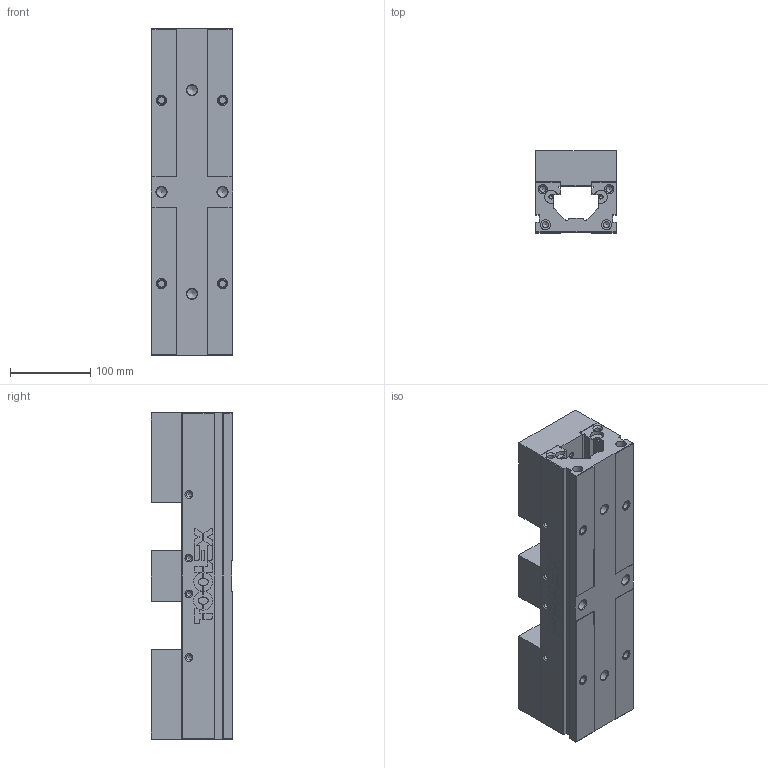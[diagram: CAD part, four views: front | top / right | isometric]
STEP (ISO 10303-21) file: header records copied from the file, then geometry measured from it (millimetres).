
FILE_DESCRIPTION(/* description */ (''),/* implementation_level */ '2;1');
FILE_NAME(/* name */ 'RWS4002SJ.stp',/* time_stamp */ '2021-04-01T12:44:49-04:00',/* author */ ('slane'),/* organization */ (''),/* preprocessor_version */ 'ST-DEVELOPER v18',/* originating_system */ 'Autodesk Inventor 2020',/* authorisation */ '');
FILE_SCHEMA (('AUTOMOTIVE_DESIGN { 1 0 10303 214 3 1 1 }'));
Products named in the file (6): RWS4002SJ; RWS4002; RWS4543; RWS4010T; SSJ4100; SSJ4050
Assembly tree (6 placements, depth 3):
  RWS4002SJ
    RWS4002
      RWS4543
      RWS4010T
    SSJ4100
    SSJ4050  x2
Bounding box: 101.6 x 101.6 x 406.4 mm (x, y, z)
Volume: 2645631.9 mm3; surface area: 348115.1 mm2
Topology: 5 solids, 5 shells, 2509 faces, 6919 edges, 4633 vertices
Faces by surface type: plane 1516, bspline 646, cylinder 237, cone 102, torus 8
Full cylindrical faces by diameter (mm): 3.251 x2, 3.264 x2, 3.683 x1, 3.962 x6, 4.064 x2, 4.978 x2, 6.401 x8, 7.798 x8, 8.712 x4, 10.236 x4, 10.312 x2, 12.7 x12, 12.713 x4, 13.386 x2, 15.062 x4, 19.101 x2, 22.212 x2
Entity records: 77789 total; most frequent: CARTESIAN_POINT 21147, ORIENTED_EDGE 12870, DIRECTION 9360, EDGE_CURVE 6435, LINE 4610, VECTOR 4610, VERTEX_POINT 4316, EDGE_LOOP 2585
